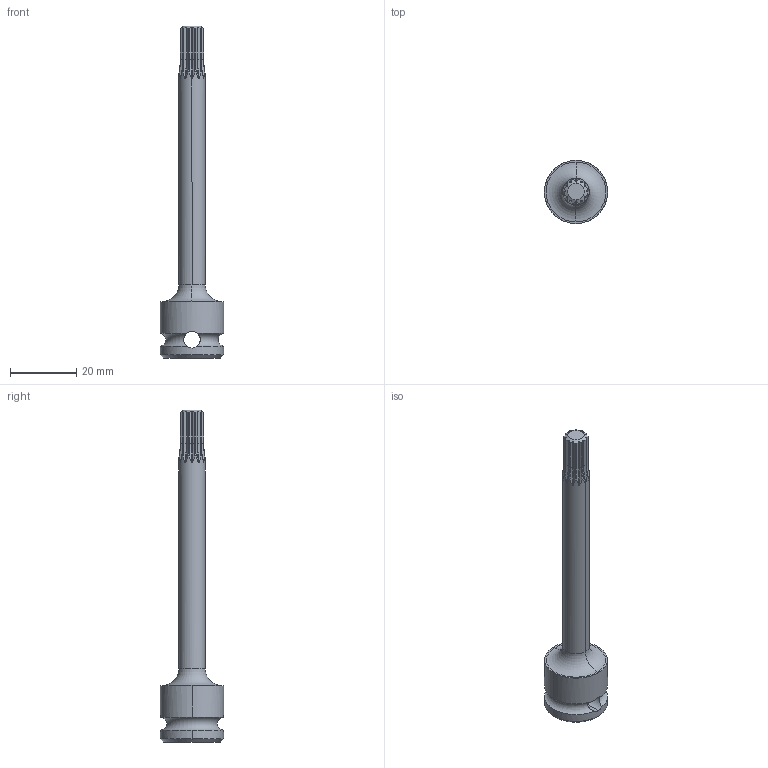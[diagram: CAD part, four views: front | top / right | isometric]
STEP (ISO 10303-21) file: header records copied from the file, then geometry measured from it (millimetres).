
FILE_DESCRIPTION((''),'2;1');
FILE_NAME('4027122508','2024-01-08T10:16:10',('a00565553'),(''),'CREO PARAMETRIC BY PTC INC, 2022414','CREO PARAMETRIC BY PTC INC, 2022414','');
FILE_SCHEMA(('CONFIG_CONTROL_DESIGN','GEOMETRIC_VALIDATION_PROPERTIES_MIM'));
Length unit declared in the file: millimetre
Products named in the file (1): 4027122508
Bounding box: 19 x 19 x 100 mm (x, y, z)
Volume: 7436.1 mm3; surface area: 4065.3 mm2
Topology: 1 solids, 1 shells, 136 faces, 345 edges, 210 vertices
Faces by surface type: cylinder 39, plane 37, cone 32, torus 28
Entity records: 4481 total; most frequent: CARTESIAN_POINT 1190, ORIENTED_EDGE 690, DIRECTION 648, EDGE_CURVE 345, AXIS2_PLACEMENT_3D 270, VERTEX_POINT 210, EDGE_LOOP 139, FACE_OUTER_BOUND 136
